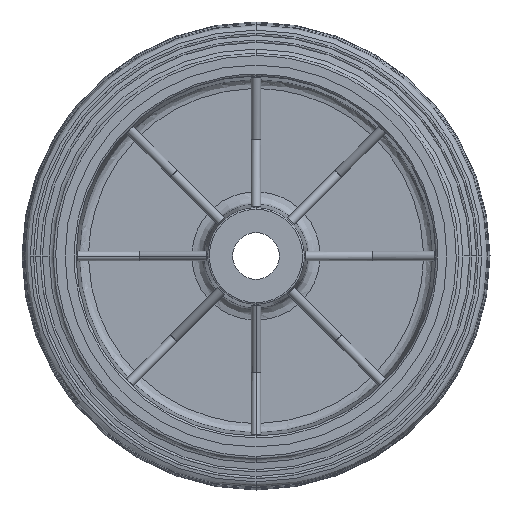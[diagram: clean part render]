
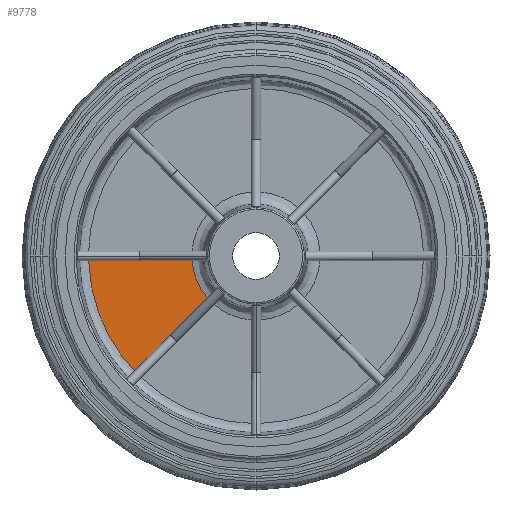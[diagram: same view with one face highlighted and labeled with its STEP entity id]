
A CAD part, left-side view. The second image highlights one B-rep face of the part: STEP entity #9778.
In plain terms, the highlighted planar face has unit normal (-1, 0, 0).
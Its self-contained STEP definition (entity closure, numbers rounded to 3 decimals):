
#157 = DIRECTION ( 'NONE',  ( 0., 1., 0. ) ) ;
#256 = CARTESIAN_POINT ( 'NONE',  ( -1.5, 18.665, -8.934 ) ) ;
#319 = CARTESIAN_POINT ( 'NONE',  ( -1.5, 41.405, -34.676 ) ) ;
#609 = CARTESIAN_POINT ( 'NONE',  ( -1.5, 52.781, -10.972 ) ) ;
#1425 = CARTESIAN_POINT ( 'NONE',  ( -1.5, 51.074, -17.568 ) ) ;
#1565 = CARTESIAN_POINT ( 'NONE',  ( -1.5, 46.714, -26.93 ) ) ;
#1638 = CARTESIAN_POINT ( 'NONE',  ( -1.5, 16.504, -12.455 ) ) ;
#2083 = B_SPLINE_CURVE_WITH_KNOTS ( 'NONE', 3,
 ( #7227, #11681, #1638, #3555, #10310, #8048, #12501, #2439, #256, #4728, #12570, #2516, #9571, #6422, #4205, #10786, #10863, #7441 ),
 .UNSPECIFIED., .F., .F.,
 ( 4, 1, 1, 2, 2, 2, 1, 1, 2, 2, 4 ),
 ( 0., 0.125, 0.187, 0.219, 0.25, 0.5, 0.625, 0.687, 0.719, 0.75, 1. ),
 .UNSPECIFIED. ) ;
#2377 = DIRECTION ( 'NONE',  ( 0., 0.707, -0.707 ) ) ;
#2383 = EDGE_CURVE ( 'NONE', #13941, #7361, #11157, .T. ) ;
#2439 = CARTESIAN_POINT ( 'NONE',  ( -1.5, 18.16, -9.921 ) ) ;
#2516 = CARTESIAN_POINT ( 'NONE',  ( -1.5, 19.87, -5.685 ) ) ;
#2861 = CARTESIAN_POINT ( 'NONE',  ( -1.5, 39.165, -37.044 ) ) ;
#3555 = CARTESIAN_POINT ( 'NONE',  ( -1.5, 17.055, -11.672 ) ) ;
#3694 = CARTESIAN_POINT ( 'NONE',  ( -1.5, 45.416, -29.045 ) ) ;
#3703 = ORIENTED_EDGE ( 'NONE', *, *, #5008, .F. ) ;
#3767 = EDGE_CURVE ( 'NONE', #7361, #14276, #7013, .T. ) ;
#3833 = CARTESIAN_POINT ( 'NONE',  ( -1.5, 53.888, -1.5 ) ) ;
#3906 = CARTESIAN_POINT ( 'NONE',  ( -1.5, 52.822, -10.772 ) ) ;
#4012 = VECTOR ( 'NONE', #2377, 1000. ) ;
#4130 = CARTESIAN_POINT ( 'NONE',  ( -1.5, 37.286, 0. ) ) ;
#4205 = CARTESIAN_POINT ( 'NONE',  ( -1.5, 20.08, -4.877 ) ) ;
#4655 = CARTESIAN_POINT ( 'NONE',  ( -1.5, 39.165, -37.044 ) ) ;
#4728 = CARTESIAN_POINT ( 'NONE',  ( -1.5, 19.303, -7.394 ) ) ;
#4932 = CARTESIAN_POINT ( 'NONE',  ( -1.5, 52.052, -14.414 ) ) ;
#5008 = EDGE_CURVE ( 'NONE', #6496, #14276, #13389, .T. ) ;
#5062 = CARTESIAN_POINT ( 'NONE',  ( -1.5, 52.76, -11.07 ) ) ;
#5070 = CARTESIAN_POINT ( 'NONE',  ( -1.5, 20.609, -1.5 ) ) ;
#5969 = CARTESIAN_POINT ( 'NONE',  ( -1.5, 49.171, -22.161 ) ) ;
#6042 = CARTESIAN_POINT ( 'NONE',  ( -1.5, 53.843, -3.129 ) ) ;
#6120 = CARTESIAN_POINT ( 'NONE',  ( -1.5, 53.266, -8.373 ) ) ;
#6422 = CARTESIAN_POINT ( 'NONE',  ( -1.5, 20.046, -5.014 ) ) ;
#6453 = CARTESIAN_POINT ( 'NONE',  ( -1.5, 53.888, -1.5 ) ) ;
#6496 = VERTEX_POINT ( 'NONE', #11603 ) ;
#6556 = DIRECTION ( 'NONE',  ( 0., 0., 1. ) ) ;
#6599 = ORIENTED_EDGE ( 'NONE', *, *, #8587, .T. ) ;
#7013 = B_SPLINE_CURVE_WITH_KNOTS ( 'NONE', 3,
 ( #3833, #6042, #8399, #6120, #13945, #14015, #3906, #609, #5062, #4932, #1425, #5969, #10564, #1565, #7290, #13812, #3694, #8189, #12914, #12845, #319, #2861 ),
 .UNSPECIFIED., .F., .F.,
 ( 4, 1, 1, 1, 1, 2, 2, 2, 1, 1, 1, 1, 2, 2, 4 ),
 ( 0., 0.125, 0.188, 0.219, 0.234, 0.242, 0.25, 0.5, 0.625, 0.688, 0.719, 0.734, 0.742, 0.75, 1. ),
 .UNSPECIFIED. ) ;
#7227 = CARTESIAN_POINT ( 'NONE',  ( -1.5, 15.633, -13.512 ) ) ;
#7290 = CARTESIAN_POINT ( 'NONE',  ( -1.5, 45.967, -28.169 ) ) ;
#7361 = VERTEX_POINT ( 'NONE', #6453 ) ;
#7441 = CARTESIAN_POINT ( 'NONE',  ( -1.5, 20.609, -1.5 ) ) ;
#7600 = ORIENTED_EDGE ( 'NONE', *, *, #3767, .T. ) ;
#7664 = PLANE ( 'NONE',  #12682 ) ;
#8048 = CARTESIAN_POINT ( 'NONE',  ( -1.5, 17.43, -11.099 ) ) ;
#8108 = CARTESIAN_POINT ( 'NONE',  ( -1.5, 36.432, -1.5 ) ) ;
#8189 = CARTESIAN_POINT ( 'NONE',  ( -1.5, 45.304, -29.219 ) ) ;
#8399 = CARTESIAN_POINT ( 'NONE',  ( -1.5, 53.665, -5.56 ) ) ;
#8587 = EDGE_CURVE ( 'NONE', #6496, #13941, #2083, .T. ) ;
#9352 = VECTOR ( 'NONE', #157, 1000. ) ;
#9423 = CARTESIAN_POINT ( 'NONE',  ( -1.5, 26.822, -24.701 ) ) ;
#9571 = CARTESIAN_POINT ( 'NONE',  ( -1.5, 19.977, -5.283 ) ) ;
#9778 = ADVANCED_FACE ( 'NONE', ( #14172 ), #7664, .T. ) ;
#10084 = EDGE_LOOP ( 'NONE', ( #10115, #7600, #3703, #6599 ) ) ;
#10115 = ORIENTED_EDGE ( 'NONE', *, *, #2383, .T. ) ;
#10310 = CARTESIAN_POINT ( 'NONE',  ( -1.5, 17.281, -11.329 ) ) ;
#10564 = CARTESIAN_POINT ( 'NONE',  ( -1.5, 48.119, -24.405 ) ) ;
#10786 = CARTESIAN_POINT ( 'NONE',  ( -1.5, 20.364, -3.676 ) ) ;
#10863 = CARTESIAN_POINT ( 'NONE',  ( -1.5, 20.529, -2.595 ) ) ;
#11157 = LINE ( 'NONE', #8108, #9352 ) ;
#11603 = CARTESIAN_POINT ( 'NONE',  ( -1.5, 15.633, -13.512 ) ) ;
#11681 = CARTESIAN_POINT ( 'NONE',  ( -1.5, 15.992, -13.097 ) ) ;
#12501 = CARTESIAN_POINT ( 'NONE',  ( -1.5, 17.502, -10.985 ) ) ;
#12570 = CARTESIAN_POINT ( 'NONE',  ( -1.5, 19.59, -6.614 ) ) ;
#12682 = AXIS2_PLACEMENT_3D ( 'NONE', #4130, #13062, #6556 ) ;
#12845 = CARTESIAN_POINT ( 'NONE',  ( -1.5, 43.414, -32.125 ) ) ;
#12914 = CARTESIAN_POINT ( 'NONE',  ( -1.5, 45.247, -29.307 ) ) ;
#13062 = DIRECTION ( 'NONE',  ( -1., 0., 0. ) ) ;
#13389 = LINE ( 'NONE', #9423, #4012 ) ;
#13812 = CARTESIAN_POINT ( 'NONE',  ( -1.5, 45.583, -28.783 ) ) ;
#13941 = VERTEX_POINT ( 'NONE', #5070 ) ;
#13945 = CARTESIAN_POINT ( 'NONE',  ( -1.5, 53.018, -9.774 ) ) ;
#14015 = CARTESIAN_POINT ( 'NONE',  ( -1.5, 52.882, -10.473 ) ) ;
#14172 = FACE_OUTER_BOUND ( 'NONE', #10084, .T. ) ;
#14276 = VERTEX_POINT ( 'NONE', #4655 ) ;
